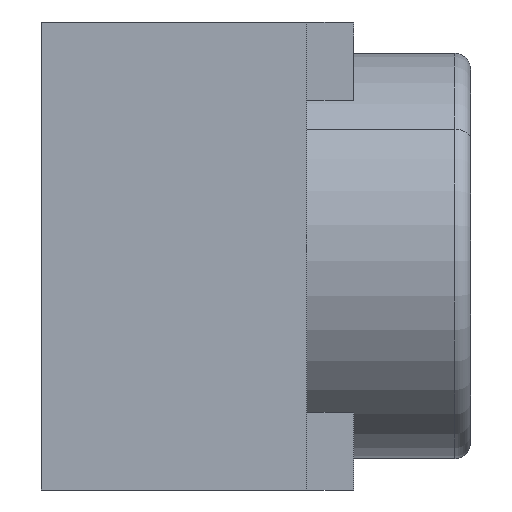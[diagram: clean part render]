
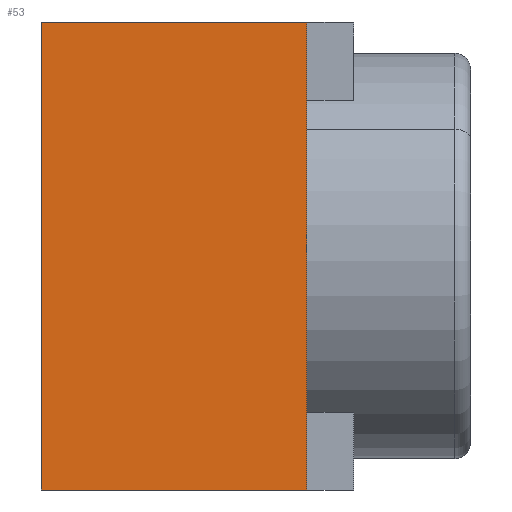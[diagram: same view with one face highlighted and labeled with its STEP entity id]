
A CAD part, left-side view. The second image highlights one B-rep face of the part: STEP entity #53.
In plain terms, the highlighted face is planar.
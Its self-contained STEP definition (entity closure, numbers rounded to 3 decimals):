
#40 = EDGE_CURVE ( 'NONE', #939, #1022, #83, .T. ) ;
#53 = ADVANCED_FACE ( 'NONE', ( #1014 ), #1084, .F. ) ;
#57 = ORIENTED_EDGE ( 'NONE', *, *, #40, .F. ) ;
#83 = LINE ( 'NONE', #277, #639 ) ;
#89 = CARTESIAN_POINT ( 'NONE',  ( 15., 17., 0. ) ) ;
#156 = EDGE_LOOP ( 'NONE', ( #237, #206, #57, #397 ) ) ;
#196 = AXIS2_PLACEMENT_3D ( 'NONE', #446, #1097, #922 ) ;
#206 = ORIENTED_EDGE ( 'NONE', *, *, #1123, .F. ) ;
#216 = VERTEX_POINT ( 'NONE', #321 ) ;
#231 = DIRECTION ( 'NONE',  ( -1., 0., 0. ) ) ;
#237 = ORIENTED_EDGE ( 'NONE', *, *, #1139, .T. ) ;
#277 = CARTESIAN_POINT ( 'NONE',  ( 15., 0., 0. ) ) ;
#321 = CARTESIAN_POINT ( 'NONE',  ( -15., 17., 0. ) ) ;
#367 = VECTOR ( 'NONE', #1121, 1000. ) ;
#381 = CARTESIAN_POINT ( 'NONE',  ( -15., 0., 0. ) ) ;
#383 = CARTESIAN_POINT ( 'NONE',  ( 15., 0., 0. ) ) ;
#397 = ORIENTED_EDGE ( 'NONE', *, *, #712, .T. ) ;
#446 = CARTESIAN_POINT ( 'NONE',  ( 15., 0., 0. ) ) ;
#471 = DIRECTION ( 'NONE',  ( 0., 1., 0. ) ) ;
#497 = DIRECTION ( 'NONE',  ( 0., 1., 0. ) ) ;
#551 = CARTESIAN_POINT ( 'NONE',  ( 15., 0., 0. ) ) ;
#594 = CARTESIAN_POINT ( 'NONE',  ( -15., 0., 0. ) ) ;
#625 = LINE ( 'NONE', #551, #964 ) ;
#639 = VECTOR ( 'NONE', #471, 1000. ) ;
#712 = EDGE_CURVE ( 'NONE', #939, #1134, #625, .T. ) ;
#769 = CARTESIAN_POINT ( 'NONE',  ( 15., 17., 0. ) ) ;
#859 = LINE ( 'NONE', #769, #367 ) ;
#900 = VECTOR ( 'NONE', #497, 1000. ) ;
#922 = DIRECTION ( 'NONE',  ( 1., 0., 0. ) ) ;
#939 = VERTEX_POINT ( 'NONE', #383 ) ;
#957 = LINE ( 'NONE', #594, #900 ) ;
#964 = VECTOR ( 'NONE', #231, 1000. ) ;
#1014 = FACE_OUTER_BOUND ( 'NONE', #156, .T. ) ;
#1022 = VERTEX_POINT ( 'NONE', #89 ) ;
#1084 = PLANE ( 'NONE',  #196 ) ;
#1097 = DIRECTION ( 'NONE',  ( 0., 0., 1. ) ) ;
#1121 = DIRECTION ( 'NONE',  ( -1., 0., 0. ) ) ;
#1123 = EDGE_CURVE ( 'NONE', #1022, #216, #859, .T. ) ;
#1134 = VERTEX_POINT ( 'NONE', #381 ) ;
#1139 = EDGE_CURVE ( 'NONE', #1134, #216, #957, .T. ) ;
